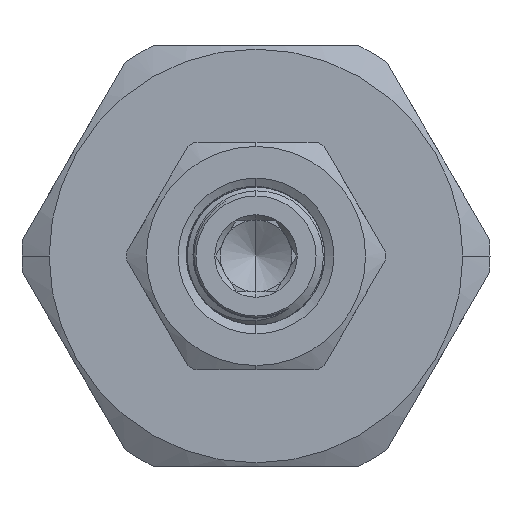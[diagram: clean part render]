
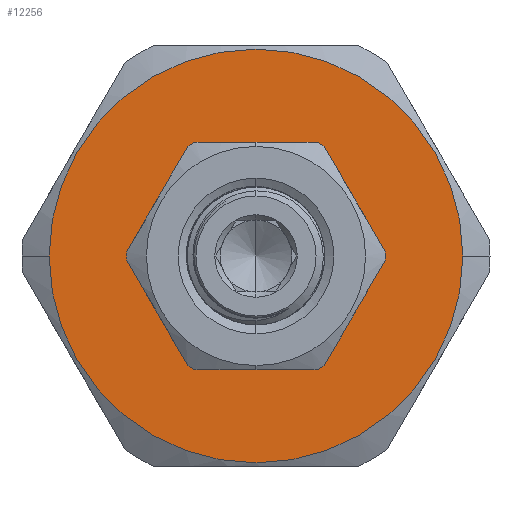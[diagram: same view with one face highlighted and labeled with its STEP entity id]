
A CAD part, left-side view. The second image highlights one B-rep face of the part: STEP entity #12256.
In plain terms, the highlighted planar face has unit normal (-1, 0, 0).
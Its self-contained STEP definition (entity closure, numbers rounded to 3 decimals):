
#255 = CARTESIAN_POINT ( 'NONE',  ( 0., 0., 0. ) ) ;
#256 = DIRECTION ( 'NONE',  ( 1., 0., 0. ) ) ;
#257 = DIRECTION ( 'NONE',  ( 0., 0., -1. ) ) ;
#637 = EDGE_CURVE ( 'NONE', #7149, #7044, #1220, .T. ) ;
#805 = EDGE_CURVE ( 'NONE', #10942, #11647, #1152, .T. ) ;
#949 = EDGE_LOOP ( 'NONE', ( #6680, #6691 ) ) ;
#1075 = EDGE_LOOP ( 'NONE', ( #6681, #6682 ) ) ;
#1152 = CIRCLE ( 'NONE', #13892, 11.8 ) ;
#1220 = CIRCLE ( 'NONE', #13872, 6.25 ) ;
#1260 = AXIS2_PLACEMENT_3D ( 'NONE', #255, #256, #257 ) ;
#1473 = AXIS2_PLACEMENT_3D ( 'NONE', #10738, #10743, #10744 ) ;
#3247 = CARTESIAN_POINT ( 'NONE',  ( 0., 0., 0. ) ) ;
#3336 = DIRECTION ( 'NONE',  ( 0., -1., 0. ) ) ;
#3337 = DIRECTION ( 'NONE',  ( -1., 0., 0. ) ) ;
#3647 = CARTESIAN_POINT ( 'NONE',  ( 0., 0., 0. ) ) ;
#3648 = DIRECTION ( 'NONE',  ( -1., 0., 0. ) ) ;
#3649 = DIRECTION ( 'NONE',  ( 0., -1., 0. ) ) ;
#4047 = CIRCLE ( 'NONE', #1260, 6.25 ) ;
#4320 = FACE_BOUND ( 'NONE', #1075, .T. ) ;
#4328 = FACE_OUTER_BOUND ( 'NONE', #949, .T. ) ;
#5575 = CARTESIAN_POINT ( 'NONE',  ( 0., 0., 6.25 ) ) ;
#5632 = CARTESIAN_POINT ( 'NONE',  ( 0., 0., -6.25 ) ) ;
#5783 = CARTESIAN_POINT ( 'NONE',  ( 0., -11.8, 0. ) ) ;
#5862 = CARTESIAN_POINT ( 'NONE',  ( 0., 11.8, 0. ) ) ;
#6161 = AXIS2_PLACEMENT_3D ( 'NONE', #3647, #3648, #3649 ) ;
#6325 = EDGE_CURVE ( 'NONE', #11647, #10942, #7302, .T. ) ;
#6382 = EDGE_CURVE ( 'NONE', #7044, #7149, #4047, .T. ) ;
#6680 = ORIENTED_EDGE ( 'NONE', *, *, #6325, .T. ) ;
#6681 = ORIENTED_EDGE ( 'NONE', *, *, #6382, .T. ) ;
#6682 = ORIENTED_EDGE ( 'NONE', *, *, #637, .T. ) ;
#6691 = ORIENTED_EDGE ( 'NONE', *, *, #805, .T. ) ;
#7044 = VERTEX_POINT ( 'NONE', #5575 ) ;
#7149 = VERTEX_POINT ( 'NONE', #5632 ) ;
#7302 = CIRCLE ( 'NONE', #6161, 11.8 ) ;
#7429 = CARTESIAN_POINT ( 'NONE',  ( 0., 0., 0. ) ) ;
#7459 = DIRECTION ( 'NONE',  ( 0., 0., -1. ) ) ;
#7460 = DIRECTION ( 'NONE',  ( 1., 0., 0. ) ) ;
#10738 = CARTESIAN_POINT ( 'NONE',  ( 0., 0., 0. ) ) ;
#10741 = PLANE ( 'NONE',  #1473 ) ;
#10743 = DIRECTION ( 'NONE',  ( 1., 0., 0. ) ) ;
#10744 = DIRECTION ( 'NONE',  ( 0., 0., -1. ) ) ;
#10942 = VERTEX_POINT ( 'NONE', #5783 ) ;
#11647 = VERTEX_POINT ( 'NONE', #5862 ) ;
#12256 = ADVANCED_FACE ( 'NONE', ( #4320, #4328 ), #10741, .F. ) ;
#13872 = AXIS2_PLACEMENT_3D ( 'NONE', #7429, #7460, #7459 ) ;
#13892 = AXIS2_PLACEMENT_3D ( 'NONE', #3247, #3337, #3336 ) ;
